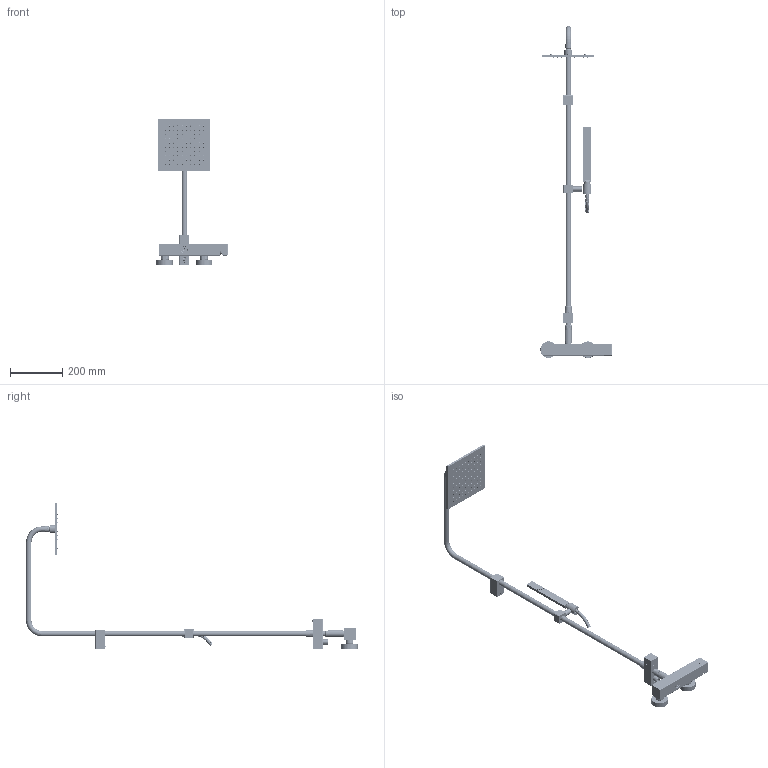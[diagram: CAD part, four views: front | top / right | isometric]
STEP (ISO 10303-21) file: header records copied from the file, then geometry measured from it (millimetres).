
FILE_DESCRIPTION((''),'2;1');
FILE_NAME('ZCOL607CR','2021-11-11T11:20:29',('ut3'),('PAFFONI SpA'),'CREO PARAMETRIC BY PTC INC, 2020044','CREO PARAMETRIC BY PTC INC, 2020044','');
FILE_SCHEMA(('CONFIG_CONTROL_DESIGN','SHAPE_APPEARANCE_LAYERS_GROUPS'));
Products named in the file (1): ZCOL607CR
Bounding box: 272.75 x 1269.8 x 559.1 mm (x, y, z)
Volume: 887330 mm3; surface area: 657181.6 mm2
Topology: 6 solids, 6 shells, 7389 faces, 16521 edges, 9611 vertices
Faces by surface type: torus 3417, plane 1662, cylinder 1607, cone 500, sphere 101, bspline 90, extrusion 12
Entity records: 319942 total; most frequent: CARTESIAN_POINT 78081, DIRECTION 41245, ORIENTED_EDGE 32904, AXIS2_PLACEMENT_3D 18263, EDGE_CURVE 16452, FILL_AREA_STYLE_COLOUR 11382, FILL_AREA_STYLE 11382, SURFACE_STYLE_FILL_AREA 11382
